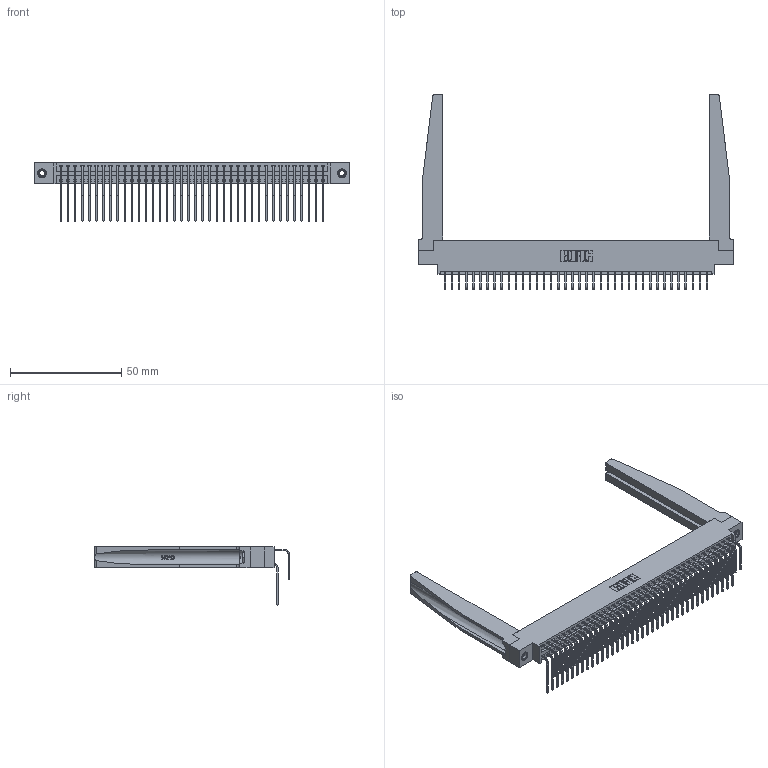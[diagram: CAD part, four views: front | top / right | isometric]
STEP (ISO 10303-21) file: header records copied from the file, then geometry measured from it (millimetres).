
FILE_DESCRIPTION (( 'STEP AP203' ), '1' );
FILE_NAME ('346-076-558-878.STEP', '2022-05-25T13:04:51', ( '' ), ( '' ), 'SwSTEP 2.0', 'SolidWorks 2020', '' );
FILE_SCHEMA (( 'CONFIG_CONTROL_DESIGN' ));
Length unit declared in the file: inch
Products named in the file (6): 346-220-078_345-220-078; 345-292-001_558 559 Tail - 1; 346-076-558-878; 345-292-001_558 Tail - 2; 346 Part_0.170 Offset - 0.156 Dia-TH; 345-250-001_345-250-001-102
Assembly tree (81 placements, depth 2):
  346-076-558-878
    346 Part_0.170 Offset - 0.156 Dia-TH
    345-292-001_558 559 Tail - 1  x38
    345-292-001_558 Tail - 2  x38
    346-220-078_345-220-078  x2
    345-250-001_345-250-001-102  x2
Bounding box: 141.22 x 87.44 x 26.16 mm (x, y, z)
Volume: 20914.6 mm3; surface area: 28043.9 mm2
Topology: 81 solids, 81 shells, 4478 faces, 13221 edges, 8702 vertices
Faces by surface type: plane 3048, cylinder 1378, bspline 36, cone 12, torus 4
Entity records: 32418 total; most frequent: CARTESIAN_POINT 6344, ORIENTED_EDGE 5114, DIRECTION 4599, EDGE_CURVE 2557, VECTOR 2139, LINE 2139, VERTEX_POINT 1696, AXIS2_PLACEMENT_3D 1230
